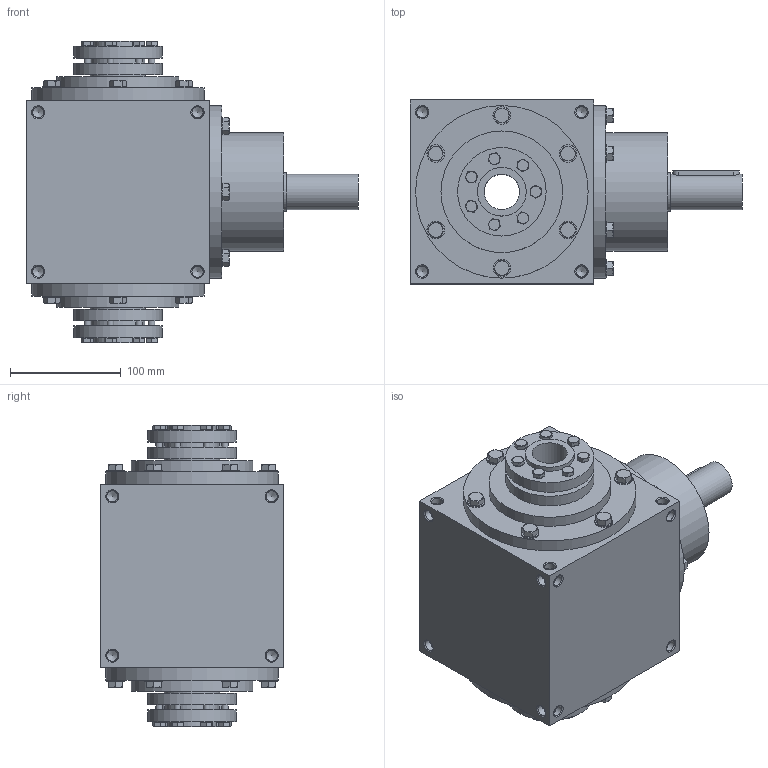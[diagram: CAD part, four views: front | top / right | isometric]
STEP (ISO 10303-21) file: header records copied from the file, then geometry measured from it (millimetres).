
FILE_DESCRIPTION( ( 'STEP AP214' ), ' ' );
FILE_NAME( 'RA166_C2_R.1_1.5.stp', '2017-10-01T13:56:46', ( '' ), ( '' ), ' ', 'PARTsolutions', ' ' );
FILE_SCHEMA( ( 'AUTOMOTIVE_DESIGN { 1 0 10303 214 1 1 1 1 }' ) );
Length unit declared in the file: millimetre
Products named in the file (5): RA166_C2_R.1/1.5; _RA1662-case; _RC166-shaft; _RC_RR166-screw; _RA166-shrink_disk
Assembly tree (22 placements, depth 2):
  RA166_C2_R.1/1.5
    _RA1662-case
    _RC166-shaft
    _RC_RR166-screw  x18
    _RA166-shrink_disk  x2
Bounding box: 300 x 166 x 272 mm (x, y, z)
Volume: 5932859.3 mm3; surface area: 348471.1 mm2
Topology: 22 solids, 22 shells, 670 faces, 1558 edges, 965 vertices
Faces by surface type: plane 307, cone 242, cylinder 121
Full cylindrical faces by diameter (mm): 6 x14, 8.376 x1, 8.6 x14, 10.106 x48, 16 x18, 32 x3, 34 x1, 35 x2, 44 x4, 49 x2, 50 x2, 80 x4, 107 x1, 110 x2, 156 x3
Entity records: 10092 total; most frequent: CARTESIAN_POINT 1758, DIRECTION 1300, ORIENTED_EDGE 1010, AXIS2_PLACEMENT_3D 592, EDGE_CURVE 505, EDGE_LOOP 462, VERTEX_POINT 394, FACE_OUTER_BOUND 362
